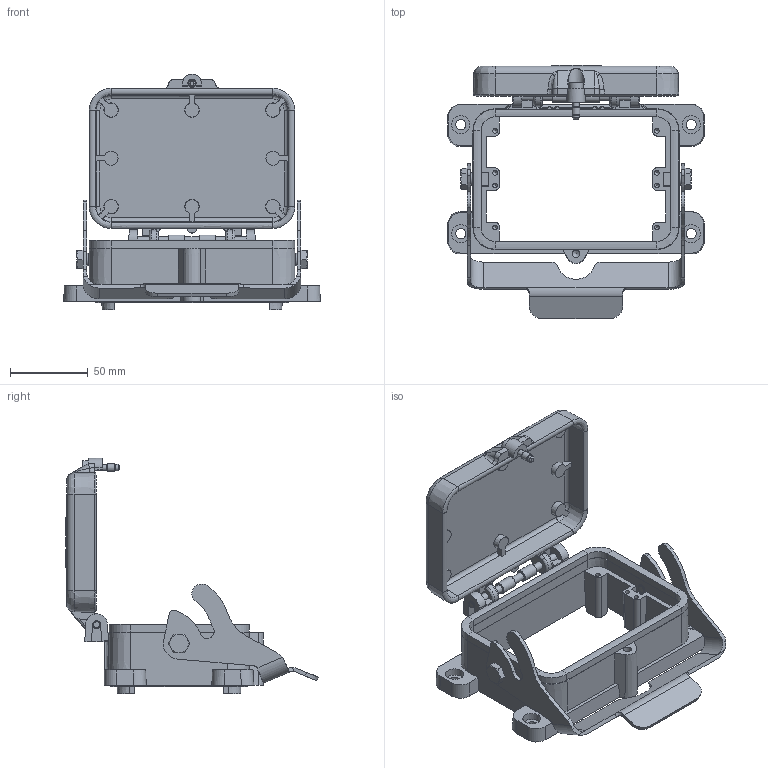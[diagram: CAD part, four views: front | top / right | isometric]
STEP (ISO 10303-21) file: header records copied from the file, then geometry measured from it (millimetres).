
FILE_DESCRIPTION(/* description */ (''),/* implementation_level */ '2;1');
FILE_NAME(/* name */ '100095151ugm000_e.stp',/* time_stamp */ '2017-12-01T08:26:44+01:00',/* author */ (''),/* organization */ (''),/* preprocessor_version */ 'ST-DEVELOPER v16',/* originating_system */ 'SIEMENS PLM Software NX 10.0',/* authorisation */ '');
FILE_SCHEMA (('AUTOMOTIVE_DESIGN { 1 0 10303 214 3 1 1 1 }'));
Length unit declared in the file: millimetre
Products named in the file (1): 100095151ugm000_e
Bounding box: 165 x 162.44 x 151.25 mm (x, y, z)
Volume: 230892 mm3; surface area: 117334.5 mm2
Topology: 4 solids, 4 shells, 693 faces, 2320 edges, 2169 vertices
Faces by surface type: plane 394, cylinder 156, bspline 78, cone 65
Full cylindrical faces by diameter (mm): 3 x8, 3.04 x1, 3.36 x1, 3.9 x1, 4.2 x1, 4.8 x2, 5 x7, 5.1 x2, 6.5 x4, 7.5 x2, 8 x2, 8.1 x2, 9 x1, 11.6 x4
Entity records: 30271 total; most frequent: CARTESIAN_POINT 7883, ORIENTED_EDGE 3440, DIRECTION 3364, EDGE_CURVE 1720, LINE 1178, VECTOR 1178, VERTEX_POINT 1144, AXIS2_PLACEMENT_3D 1093
